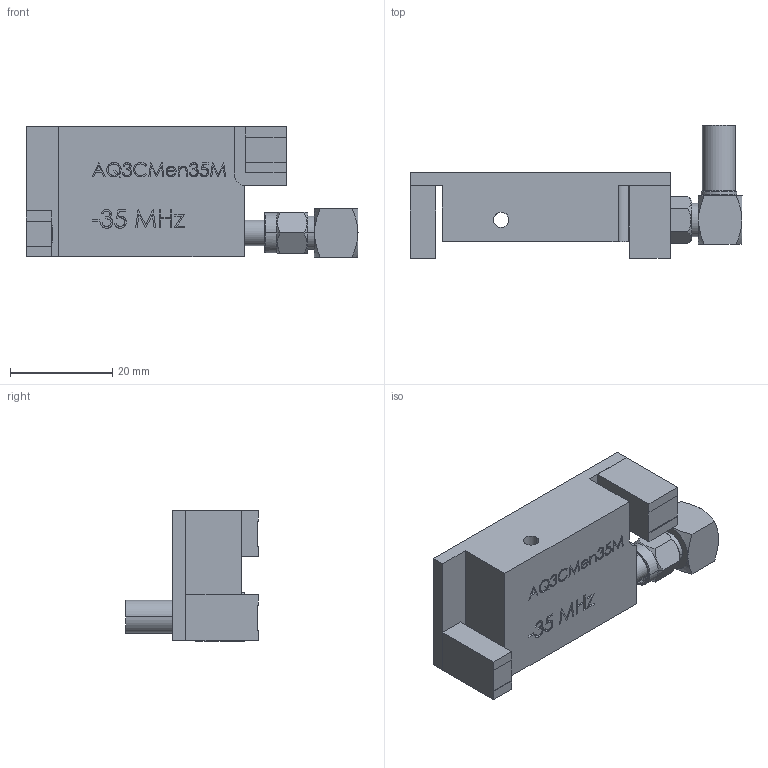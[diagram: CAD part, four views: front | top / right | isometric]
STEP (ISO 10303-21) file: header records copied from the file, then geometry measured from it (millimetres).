
FILE_DESCRIPTION (( 'STEP AP214' ), '1' );
FILE_NAME ('AOM35MHzWithHolderV3.STEP', '2024-09-08T12:25:02', ( '' ), ( '' ), 'SwSTEP 2.0', 'SolidWorks 2016', '' );
FILE_SCHEMA (( 'AUTOMOTIVE_DESIGN' ));
Length unit declared in the file: millimetre
Products named in the file (5): AOMSupport_AODF4040-190; AOM-beta_AQ3CMen35MHz; AOM35MHzWithHolderV3; AOMSupport_AODF4040-190-Big; SMA_132235
Assembly tree (4 placements, depth 2):
  AOM35MHzWithHolderV3
    AOM-beta_AQ3CMen35MHz
    AOMSupport_AODF4040-190-Big
    AOMSupport_AODF4040-190
    SMA_132235
Bounding box: 64.81 x 25.95 x 25.45 mm (x, y, z)
Volume: 15595.7 mm3; surface area: 7768.1 mm2
Topology: 4 solids, 4 shells, 645 faces, 1717 edges, 1133 vertices
Faces by surface type: plane 345, bspline 196, cylinder 64, cone 40
Entity records: 31740 total; most frequent: CARTESIAN_POINT 16762, ORIENTED_EDGE 3426, DIRECTION 2306, EDGE_CURVE 1713, VERTEX_POINT 1133, VECTOR 1100, LINE 1100, EDGE_LOOP 710
